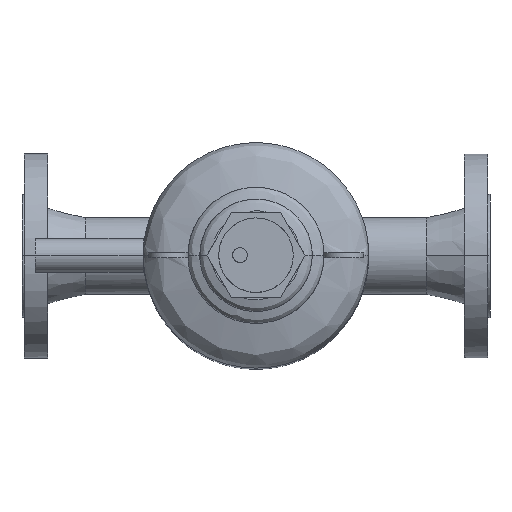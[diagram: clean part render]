
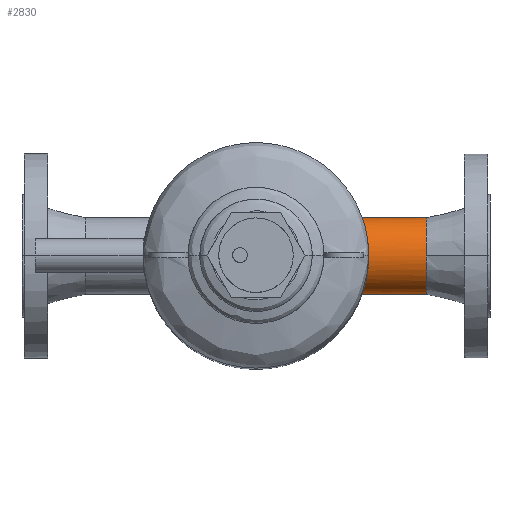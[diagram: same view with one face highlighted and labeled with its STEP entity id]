
A CAD part, top view. The second image highlights one B-rep face of the part: STEP entity #2830.
In plain terms, the highlighted cylindrical face has radius 28.575 mm (diameter 57.15 mm), a partial arc.
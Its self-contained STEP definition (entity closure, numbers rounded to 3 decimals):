
#663=CARTESIAN_POINT('Vertex',(127.,0.,28.575)) ;
#667=CARTESIAN_POINT('Control Point',(127.,-28.575,0.)) ;
#668=CARTESIAN_POINT('Control Point',(127.,-28.575,4.489)) ;
#669=CARTESIAN_POINT('Control Point',(127.,-27.694,8.977)) ;
#670=CARTESIAN_POINT('Control Point',(127.,-25.93,13.235)) ;
#671=CARTESIAN_POINT('Control Point',(127.,-20.829,20.829)) ;
#672=CARTESIAN_POINT('Control Point',(127.,-13.235,25.93)) ;
#673=CARTESIAN_POINT('Control Point',(127.,-8.977,27.694)) ;
#674=CARTESIAN_POINT('Control Point',(127.,-4.489,28.575)) ;
#675=CARTESIAN_POINT('Control Point',(127.,0.,28.575)) ;
#676=CARTESIAN_POINT('Vertex',(127.,-28.575,0.)) ;
#719=CARTESIAN_POINT('Vertex',(127.,28.575,0.)) ;
#723=CARTESIAN_POINT('Control Point',(127.,0.,28.575)) ;
#724=CARTESIAN_POINT('Control Point',(127.,4.489,28.575)) ;
#725=CARTESIAN_POINT('Control Point',(127.,8.977,27.694)) ;
#726=CARTESIAN_POINT('Control Point',(127.,13.235,25.93)) ;
#727=CARTESIAN_POINT('Control Point',(127.,20.829,20.829)) ;
#728=CARTESIAN_POINT('Control Point',(127.,25.93,13.235)) ;
#729=CARTESIAN_POINT('Control Point',(127.,27.694,8.977)) ;
#730=CARTESIAN_POINT('Control Point',(127.,28.575,4.489)) ;
#731=CARTESIAN_POINT('Control Point',(127.,28.575,0.)) ;
#1483=CARTESIAN_POINT('Vertex',(79.137,-28.575,0.)) ;
#1487=CARTESIAN_POINT('Control Point',(79.137,-28.575,0.)) ;
#1488=CARTESIAN_POINT('Control Point',(79.137,-28.575,3.886)) ;
#1489=CARTESIAN_POINT('Control Point',(79.375,-27.915,7.771)) ;
#1490=CARTESIAN_POINT('Control Point',(79.853,-26.594,11.482)) ;
#1491=CARTESIAN_POINT('Control Point',(80.866,-23.477,17.056)) ;
#1492=CARTESIAN_POINT('Control Point',(81.99,-19.023,21.535)) ;
#1493=CARTESIAN_POINT('Control Point',(82.421,-17.099,23.094)) ;
#1494=CARTESIAN_POINT('Control Point',(83.24,-12.791,25.871)) ;
#1495=CARTESIAN_POINT('Control Point',(83.821,-7.942,27.642)) ;
#1496=CARTESIAN_POINT('Control Point',(84.032,-5.331,28.264)) ;
#1497=CARTESIAN_POINT('Control Point',(84.138,-2.666,28.575)) ;
#1498=CARTESIAN_POINT('Control Point',(84.138,0.,28.575)) ;
#1499=CARTESIAN_POINT('Vertex',(84.138,0.,28.575)) ;
#1550=CARTESIAN_POINT('Control Point',(79.137,28.575,0.)) ;
#1551=CARTESIAN_POINT('Control Point',(79.137,28.575,3.886)) ;
#1552=CARTESIAN_POINT('Control Point',(79.375,27.915,7.771)) ;
#1553=CARTESIAN_POINT('Control Point',(79.853,26.594,11.482)) ;
#1554=CARTESIAN_POINT('Control Point',(80.866,23.477,17.056)) ;
#1555=CARTESIAN_POINT('Control Point',(81.99,19.023,21.535)) ;
#1556=CARTESIAN_POINT('Control Point',(82.421,17.099,23.094)) ;
#1557=CARTESIAN_POINT('Control Point',(83.24,12.791,25.871)) ;
#1558=CARTESIAN_POINT('Control Point',(83.821,7.942,27.642)) ;
#1559=CARTESIAN_POINT('Control Point',(84.032,5.331,28.264)) ;
#1560=CARTESIAN_POINT('Control Point',(84.138,2.666,28.575)) ;
#1561=CARTESIAN_POINT('Control Point',(84.138,0.,28.575)) ;
#1562=CARTESIAN_POINT('Vertex',(79.137,28.575,0.)) ;
#2784=CARTESIAN_POINT('Control Point',(127.,28.575,0.)) ;
#2785=CARTESIAN_POINT('Control Point',(79.137,28.575,0.)) ;
#2788=CARTESIAN_POINT('Control Point',(79.137,-28.575,0.)) ;
#2789=CARTESIAN_POINT('Control Point',(127.,-28.575,0.)) ;
#2817=CARTESIAN_POINT('Axis2P3D Location',(-127.,0.,0.)) ;
#2818=DIRECTION('Axis2P3D Direction',(-1.,0.,0.)) ;
#2819=DIRECTION('Axis2P3D XDirection',(0.,-1.,0.)) ;
#2820=AXIS2_PLACEMENT_3D('Cylinder Axis2P3D',#2817,#2818,#2819) ;
#2821=CYLINDRICAL_SURFACE('generated cylinder',#2820,28.575) ;
#678=EDGE_CURVE('',#664,#677,#666,.F.) ;
#732=EDGE_CURVE('',#720,#664,#722,.F.) ;
#1501=EDGE_CURVE('',#1484,#1500,#1486,.T.) ;
#1564=EDGE_CURVE('',#1563,#1500,#1549,.T.) ;
#2786=EDGE_CURVE('',#720,#1563,#2783,.T.) ;
#2790=EDGE_CURVE('',#1484,#677,#2787,.T.) ;
#2823=ORIENTED_EDGE('',*,*,#2790,.T.) ;
#2824=ORIENTED_EDGE('',*,*,#678,.F.) ;
#2825=ORIENTED_EDGE('',*,*,#732,.F.) ;
#2826=ORIENTED_EDGE('',*,*,#2786,.T.) ;
#2827=ORIENTED_EDGE('',*,*,#1564,.T.) ;
#2828=ORIENTED_EDGE('',*,*,#1501,.F.) ;
#2822=EDGE_LOOP('',(#2823,#2824,#2825,#2826,#2827,#2828)) ;
#664=VERTEX_POINT('',#663) ;
#677=VERTEX_POINT('',#676) ;
#720=VERTEX_POINT('',#719) ;
#1484=VERTEX_POINT('',#1483) ;
#1500=VERTEX_POINT('',#1499) ;
#1563=VERTEX_POINT('',#1562) ;
#2830=ADVANCED_FACE('Solid1',(#2829),#2821,.T.) ;
#666=B_SPLINE_CURVE_WITH_KNOTS('',5,(#667,#668,#669,#670,#671,#672,#673,#674,#675),.UNSPECIFIED.,.F.,.U.,(6,3,6),(1.571,2.356,3.142),.UNSPECIFIED.) ;
#722=B_SPLINE_CURVE_WITH_KNOTS('',5,(#723,#724,#725,#726,#727,#728,#729,#730,#731),.UNSPECIFIED.,.F.,.U.,(6,3,6),(0.,0.785,1.571),.UNSPECIFIED.) ;
#1486=B_SPLINE_CURVE_WITH_KNOTS('',5,(#1487,#1488,#1489,#1490,#1491,#1492,#1493,#1494,#1495,#1496,#1497,#1498),.UNSPECIFIED.,.F.,.U.,(6,3,3,6),(0.,27.475,45.111,63.959),.UNSPECIFIED.) ;
#1549=B_SPLINE_CURVE_WITH_KNOTS('',5,(#1550,#1551,#1552,#1553,#1554,#1555,#1556,#1557,#1558,#1559,#1560,#1561),.UNSPECIFIED.,.F.,.U.,(6,3,3,6),(0.,27.475,45.111,63.959),.UNSPECIFIED.) ;
#2783=B_SPLINE_CURVE_WITH_KNOTS('',1,(#2784,#2785),.UNSPECIFIED.,.F.,.U.,(2,2),(0.,0.157),.UNSPECIFIED.) ;
#2787=B_SPLINE_CURVE_WITH_KNOTS('',1,(#2788,#2789),.UNSPECIFIED.,.F.,.U.,(2,2),(0.676,0.833),.UNSPECIFIED.) ;
#2829=FACE_OUTER_BOUND('',#2822,.T.) ;
